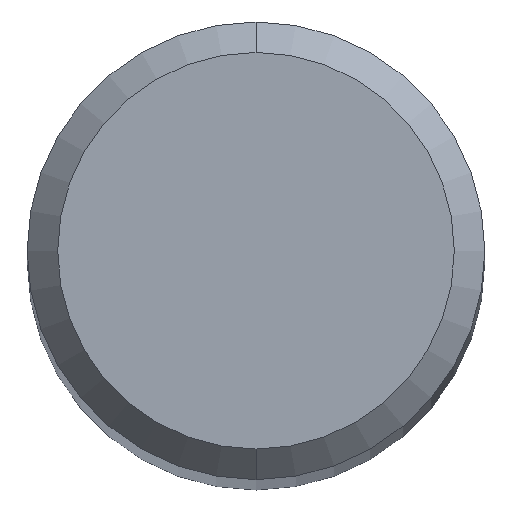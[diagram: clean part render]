
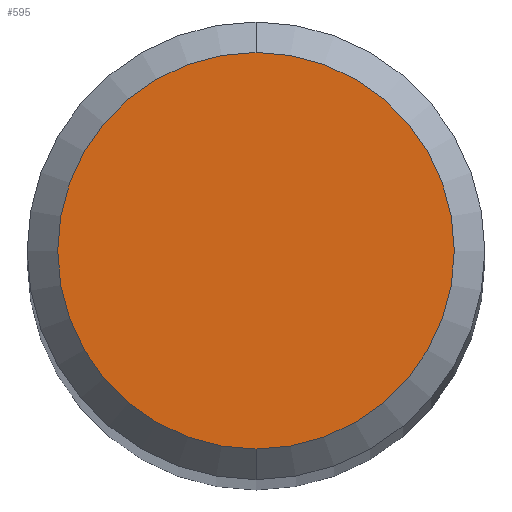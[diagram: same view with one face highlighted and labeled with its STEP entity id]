
A CAD part, top view. The second image highlights one B-rep face of the part: STEP entity #595.
In plain terms, the highlighted planar face has unit normal (0, 0, 1).
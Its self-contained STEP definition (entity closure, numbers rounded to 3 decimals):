
#595=ADVANCED_FACE('',(#1325),#1326,.T.);
#813=VERTEX_POINT('',#1566);
#935=VERTEX_POINT('',#1703);
#965=EDGE_CURVE('',#813,#935,#1735,.T.);
#1057=EDGE_CURVE('',#935,#813,#1833,.T.);
#1325=FACE_OUTER_BOUND('',#3468,.T.);
#1326=PLANE('',#3469);
#1566=CARTESIAN_POINT('',(0.,-2.6,0.0));
#1703=CARTESIAN_POINT('',(0.0,2.6,0.0));
#1735=CIRCLE('',#6917,2.6);
#1833=CIRCLE('',#7251,2.6);
#3468=EDGE_LOOP('',(#7538,#7539));
#3469=AXIS2_PLACEMENT_3D('',#7540,#7541,#7542);
#6917=AXIS2_PLACEMENT_3D('',#8025,#8026,#8027);
#7251=AXIS2_PLACEMENT_3D('',#8111,#8112,#8113);
#7538=ORIENTED_EDGE('',*,*,#1057,.F.);
#7539=ORIENTED_EDGE('',*,*,#965,.F.);
#7540=CARTESIAN_POINT('',(0.0,1.3,0.0));
#7541=DIRECTION('',(-0.0,0.0,1.0));
#7542=DIRECTION('',(0.0,-1.0,0.0));
#8025=CARTESIAN_POINT('',(0.0,0.0,0.0));
#8026=DIRECTION('',(0.0,0.0,-1.0));
#8027=DIRECTION('',(0.0,1.0,0.0));
#8111=CARTESIAN_POINT('',(0.0,0.0,0.0));
#8112=DIRECTION('',(0.0,0.0,-1.0));
#8113=DIRECTION('',(0.0,1.0,0.0));
